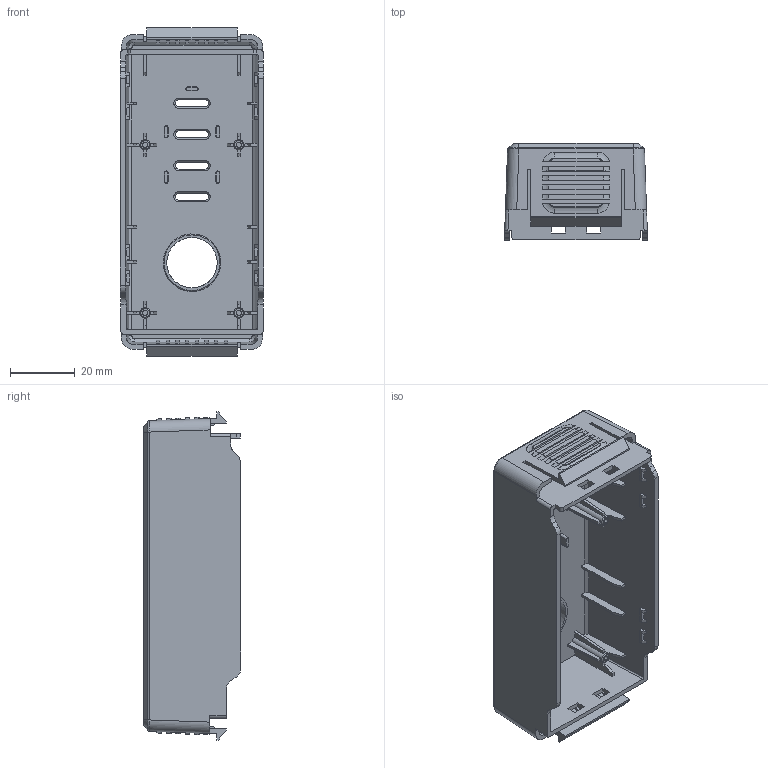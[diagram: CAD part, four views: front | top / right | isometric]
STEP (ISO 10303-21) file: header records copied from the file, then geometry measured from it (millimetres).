
FILE_DESCRIPTION (( 'STEP AP214' ), '1' );
FILE_NAME ('TB-47D_Top.STEP', '2023-12-17T20:37:02', ( '' ), ( '' ), 'SwSTEP 2.0', 'SolidWorks 2022', '' );
FILE_SCHEMA (( 'AUTOMOTIVE_DESIGN' ));
Length unit declared in the file: millimetre
Products named in the file (1): TB-47D_Top
Bounding box: 44.3 x 30 x 101.5 mm (x, y, z)
Volume: 21152.4 mm3; surface area: 29287.9 mm2
Topology: 1 solids, 1 shells, 592 faces, 1612 edges, 1052 vertices
Faces by surface type: plane 420, cylinder 102, cone 32, bspline 30, torus 8
Entity records: 26404 total; most frequent: CARTESIAN_POINT 5119, ORIENTED_EDGE 3224, DIRECTION 2824, EDGE_CURVE 1612, VECTOR 1214, LINE 1214, VERTEX_POINT 1052, AXIS2_PLACEMENT_3D 805
